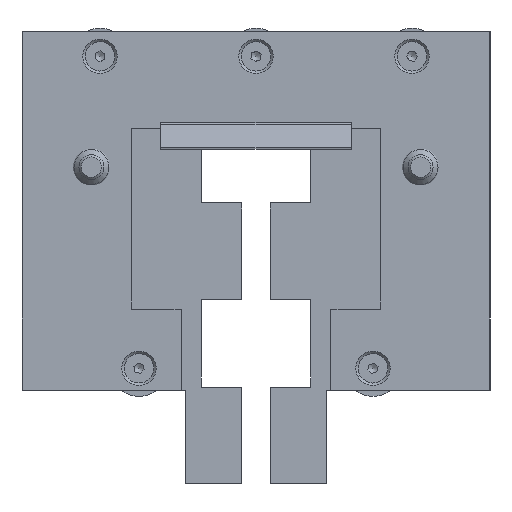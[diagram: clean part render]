
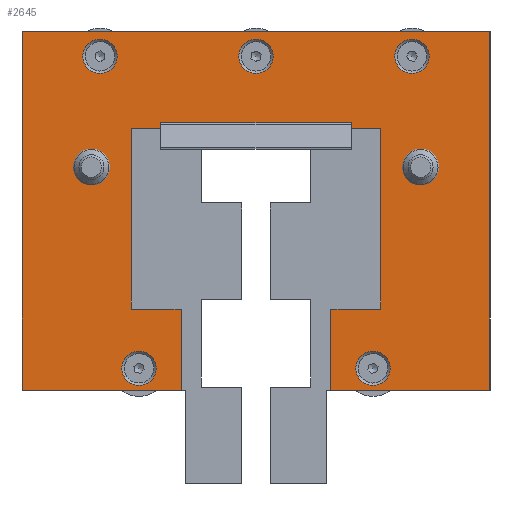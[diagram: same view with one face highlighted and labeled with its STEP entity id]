
A CAD part, front view. The second image highlights one B-rep face of the part: STEP entity #2645.
In plain terms, the highlighted planar face has unit normal (0, -1, 0).
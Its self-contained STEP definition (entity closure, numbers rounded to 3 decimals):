
#219=FACE_BOUND('',#533,.T.);
#220=FACE_BOUND('',#534,.T.);
#221=FACE_BOUND('',#535,.T.);
#222=FACE_BOUND('',#536,.T.);
#223=FACE_BOUND('',#537,.T.);
#224=FACE_BOUND('',#538,.T.);
#225=FACE_BOUND('',#539,.T.);
#255=PLANE('',#3001);
#382=FACE_OUTER_BOUND('',#532,.T.);
#532=EDGE_LOOP('',(#1980,#1981,#1982,#1983,#1984,#1985,#1986,#1987,#1988,
#1989,#1990,#1991));
#533=EDGE_LOOP('',(#1992));
#534=EDGE_LOOP('',(#1993));
#535=EDGE_LOOP('',(#1994));
#536=EDGE_LOOP('',(#1995));
#537=EDGE_LOOP('',(#1996));
#538=EDGE_LOOP('',(#1997));
#539=EDGE_LOOP('',(#1998));
#685=LINE('',#4132,#917);
#689=LINE('',#4140,#921);
#692=LINE('',#4146,#924);
#695=LINE('',#4152,#927);
#698=LINE('',#4158,#930);
#701=LINE('',#4164,#933);
#704=LINE('',#4170,#936);
#707=LINE('',#4176,#939);
#710=LINE('',#4182,#942);
#713=LINE('',#4188,#945);
#716=LINE('',#4194,#948);
#719=LINE('',#4199,#951);
#917=VECTOR('',#3331,1.);
#921=VECTOR('',#3337,1.);
#924=VECTOR('',#3342,1.);
#927=VECTOR('',#3347,1.);
#930=VECTOR('',#3352,1.);
#933=VECTOR('',#3357,1.);
#936=VECTOR('',#3362,1.);
#939=VECTOR('',#3367,1.);
#942=VECTOR('',#3372,1.);
#945=VECTOR('',#3377,1.);
#948=VECTOR('',#3382,1.);
#951=VECTOR('',#3387,1.);
#1137=CIRCLE('',#2953,5.5);
#1141=CIRCLE('',#2958,5.6);
#1142=CIRCLE('',#2960,5.5);
#1146=CIRCLE('',#2965,5.6);
#1147=CIRCLE('',#2967,5.5);
#1150=CIRCLE('',#2971,5.5);
#1153=CIRCLE('',#2975,5.5);
#1242=VERTEX_POINT('',#4058);
#1246=VERTEX_POINT('',#4068);
#1247=VERTEX_POINT('',#4072);
#1251=VERTEX_POINT('',#4082);
#1252=VERTEX_POINT('',#4086);
#1255=VERTEX_POINT('',#4094);
#1258=VERTEX_POINT('',#4102);
#1266=VERTEX_POINT('',#4130);
#1267=VERTEX_POINT('',#4131);
#1270=VERTEX_POINT('',#4139);
#1272=VERTEX_POINT('',#4145);
#1274=VERTEX_POINT('',#4151);
#1276=VERTEX_POINT('',#4157);
#1278=VERTEX_POINT('',#4163);
#1280=VERTEX_POINT('',#4169);
#1282=VERTEX_POINT('',#4175);
#1284=VERTEX_POINT('',#4181);
#1286=VERTEX_POINT('',#4187);
#1288=VERTEX_POINT('',#4193);
#1486=EDGE_CURVE('',#1242,#1242,#1137,.T.);
#1492=EDGE_CURVE('',#1246,#1246,#1141,.T.);
#1493=EDGE_CURVE('',#1247,#1247,#1142,.T.);
#1499=EDGE_CURVE('',#1251,#1251,#1146,.T.);
#1500=EDGE_CURVE('',#1252,#1252,#1147,.T.);
#1504=EDGE_CURVE('',#1255,#1255,#1150,.T.);
#1508=EDGE_CURVE('',#1258,#1258,#1153,.T.);
#1522=EDGE_CURVE('',#1266,#1267,#685,.T.);
#1526=EDGE_CURVE('',#1267,#1270,#689,.T.);
#1529=EDGE_CURVE('',#1270,#1272,#692,.T.);
#1532=EDGE_CURVE('',#1272,#1274,#695,.T.);
#1535=EDGE_CURVE('',#1274,#1276,#698,.T.);
#1538=EDGE_CURVE('',#1276,#1278,#701,.T.);
#1541=EDGE_CURVE('',#1278,#1280,#704,.T.);
#1544=EDGE_CURVE('',#1280,#1282,#707,.T.);
#1547=EDGE_CURVE('',#1282,#1284,#710,.T.);
#1550=EDGE_CURVE('',#1284,#1286,#713,.T.);
#1553=EDGE_CURVE('',#1286,#1288,#716,.T.);
#1556=EDGE_CURVE('',#1288,#1266,#719,.T.);
#1980=ORIENTED_EDGE('',*,*,#1522,.F.);
#1981=ORIENTED_EDGE('',*,*,#1556,.F.);
#1982=ORIENTED_EDGE('',*,*,#1553,.F.);
#1983=ORIENTED_EDGE('',*,*,#1550,.F.);
#1984=ORIENTED_EDGE('',*,*,#1547,.F.);
#1985=ORIENTED_EDGE('',*,*,#1544,.F.);
#1986=ORIENTED_EDGE('',*,*,#1541,.F.);
#1987=ORIENTED_EDGE('',*,*,#1538,.F.);
#1988=ORIENTED_EDGE('',*,*,#1535,.F.);
#1989=ORIENTED_EDGE('',*,*,#1532,.F.);
#1990=ORIENTED_EDGE('',*,*,#1529,.F.);
#1991=ORIENTED_EDGE('',*,*,#1526,.F.);
#1992=ORIENTED_EDGE('',*,*,#1486,.T.);
#1993=ORIENTED_EDGE('',*,*,#1492,.T.);
#1994=ORIENTED_EDGE('',*,*,#1493,.T.);
#1995=ORIENTED_EDGE('',*,*,#1499,.T.);
#1996=ORIENTED_EDGE('',*,*,#1500,.T.);
#1997=ORIENTED_EDGE('',*,*,#1504,.T.);
#1998=ORIENTED_EDGE('',*,*,#1508,.T.);
#2645=ADVANCED_FACE('',(#382,#219,#220,#221,#222,#223,#224,#225),#255,.T.);
#2953=AXIS2_PLACEMENT_3D('',#4059,#3247,#3248);
#2958=AXIS2_PLACEMENT_3D('',#4070,#3259,#3260);
#2960=AXIS2_PLACEMENT_3D('',#4073,#3263,#3264);
#2965=AXIS2_PLACEMENT_3D('',#4084,#3275,#3276);
#2967=AXIS2_PLACEMENT_3D('',#4087,#3279,#3280);
#2971=AXIS2_PLACEMENT_3D('',#4095,#3288,#3289);
#2975=AXIS2_PLACEMENT_3D('',#4103,#3297,#3298);
#3001=AXIS2_PLACEMENT_3D('',#4202,#3391,#3392);
#3247=DIRECTION('center_axis',(0.,1.,0.));
#3248=DIRECTION('ref_axis',(0.,0.,1.));
#3259=DIRECTION('center_axis',(0.,1.,0.));
#3260=DIRECTION('ref_axis',(-1.,0.,0.));
#3263=DIRECTION('center_axis',(0.,1.,0.));
#3264=DIRECTION('ref_axis',(0.,0.,1.));
#3275=DIRECTION('center_axis',(0.,1.,0.));
#3276=DIRECTION('ref_axis',(-1.,0.,0.));
#3279=DIRECTION('center_axis',(0.,1.,0.));
#3280=DIRECTION('ref_axis',(0.,0.,1.));
#3288=DIRECTION('center_axis',(0.,1.,0.));
#3289=DIRECTION('ref_axis',(0.,0.,1.));
#3297=DIRECTION('center_axis',(0.,1.,0.));
#3298=DIRECTION('ref_axis',(0.,0.,1.));
#3331=DIRECTION('',(1.,0.,0.));
#3337=DIRECTION('',(0.,0.,-1.));
#3342=DIRECTION('',(-1.,0.,0.));
#3347=DIRECTION('',(0.,0.,1.));
#3352=DIRECTION('',(1.,0.,0.));
#3357=DIRECTION('',(0.,0.,1.));
#3362=DIRECTION('',(-1.,0.,0.));
#3367=DIRECTION('',(0.,0.,-1.));
#3372=DIRECTION('',(1.,0.,0.));
#3377=DIRECTION('',(0.,0.,-1.));
#3382=DIRECTION('',(-1.,0.,0.));
#3387=DIRECTION('',(0.,0.,1.));
#3391=DIRECTION('center_axis',(0.,-1.,0.));
#3392=DIRECTION('ref_axis',(1.,0.,0.));
#4058=CARTESIAN_POINT('',(50.,-1.5,101.5));
#4059=CARTESIAN_POINT('Origin',(50.,-1.5,107.));
#4068=CARTESIAN_POINT('',(58.35,-1.5,71.5));
#4070=CARTESIAN_POINT('Origin',(52.75,-1.5,71.5));
#4072=CARTESIAN_POINT('',(-37.5,-1.5,1.5));
#4073=CARTESIAN_POINT('Origin',(-37.5,-1.5,7.));
#4082=CARTESIAN_POINT('',(-47.15,-1.5,71.5));
#4084=CARTESIAN_POINT('Origin',(-52.75,-1.5,71.5));
#4086=CARTESIAN_POINT('',(-50.,-1.5,101.5));
#4087=CARTESIAN_POINT('Origin',(-50.,-1.5,107.));
#4094=CARTESIAN_POINT('',(37.5,-1.5,1.5));
#4095=CARTESIAN_POINT('Origin',(37.5,-1.5,7.));
#4102=CARTESIAN_POINT('',(0.,-1.5,101.5));
#4103=CARTESIAN_POINT('Origin',(0.,-1.5,
107.));
#4130=CARTESIAN_POINT('',(-75.,-1.5,115.));
#4131=CARTESIAN_POINT('',(75.,-1.5,115.));
#4132=CARTESIAN_POINT('',(-75.,-1.5,115.));
#4139=CARTESIAN_POINT('',(75.,-1.5,0.));
#4140=CARTESIAN_POINT('',(75.,-1.5,115.));
#4145=CARTESIAN_POINT('',(24.,-1.5,0.));
#4146=CARTESIAN_POINT('',(75.,-1.5,0.));
#4151=CARTESIAN_POINT('',(24.,-1.5,26.));
#4152=CARTESIAN_POINT('',(24.,-1.5,0.));
#4157=CARTESIAN_POINT('',(40.,-1.5,26.));
#4158=CARTESIAN_POINT('',(24.,-1.5,26.));
#4163=CARTESIAN_POINT('',(40.,-1.5,84.));
#4164=CARTESIAN_POINT('',(40.,-1.5,26.));
#4169=CARTESIAN_POINT('',(-40.,-1.5,84.));
#4170=CARTESIAN_POINT('',(40.,-1.5,84.));
#4175=CARTESIAN_POINT('',(-40.,-1.5,26.));
#4176=CARTESIAN_POINT('',(-40.,-1.5,84.));
#4181=CARTESIAN_POINT('',(-24.,-1.5,26.));
#4182=CARTESIAN_POINT('',(-40.,-1.5,26.));
#4187=CARTESIAN_POINT('',(-24.,-1.5,0.));
#4188=CARTESIAN_POINT('',(-24.,-1.5,26.));
#4193=CARTESIAN_POINT('',(-75.,-1.5,0.));
#4194=CARTESIAN_POINT('',(-24.,-1.5,0.));
#4199=CARTESIAN_POINT('',(-75.,-1.5,0.));
#4202=CARTESIAN_POINT('Origin',(-75.,-1.5,115.));
